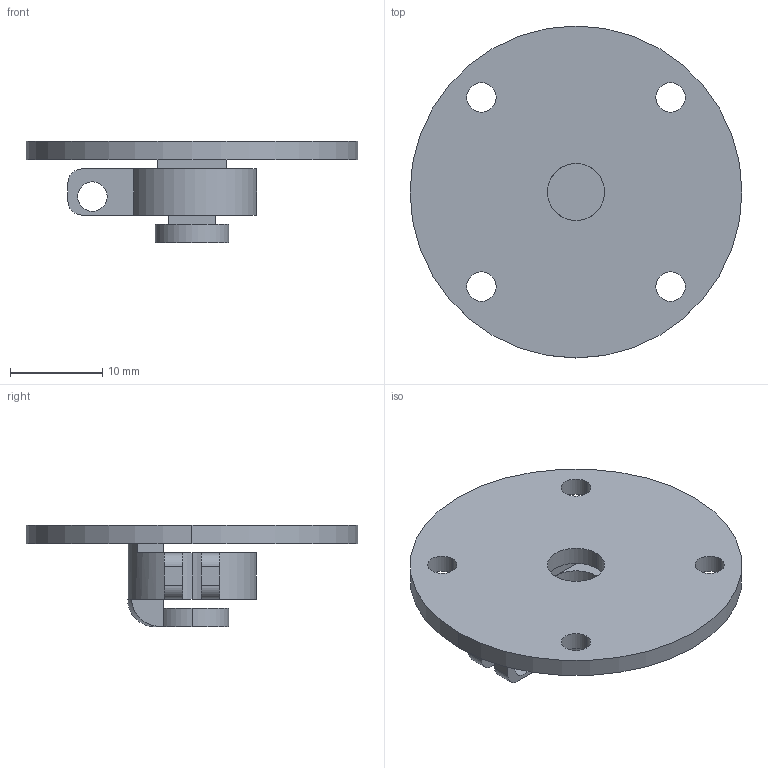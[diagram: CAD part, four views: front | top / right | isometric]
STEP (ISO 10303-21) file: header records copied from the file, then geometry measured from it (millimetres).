
FILE_DESCRIPTION (( 'STEP AP203' ), '1' );
FILE_NAME ('电机2反侧固定（OK.STEP', '2025-09-09T08:32:26', ( '' ), ( '' ), 'SwSTEP 2.0', 'SolidWorks 2025', '' );
FILE_SCHEMA (( 'CONFIG_CONTROL_DESIGN' ));
Length unit declared in the file: millimetre
Products named in the file (1): 电机2反侧固定（OK
Bounding box: 36 x 36 x 11 mm (x, y, z)
Volume: 2756 mm3; surface area: 3145.3 mm2
Topology: 1 solids, 1 shells, 48 faces, 131 edges, 85 vertices
Faces by surface type: cylinder 27, plane 20, torus 1
Entity records: 1672 total; most frequent: CARTESIAN_POINT 295, DIRECTION 289, ORIENTED_EDGE 262, EDGE_CURVE 131, AXIS2_PLACEMENT_3D 111, VERTEX_POINT 85, VECTOR 67, LINE 67
